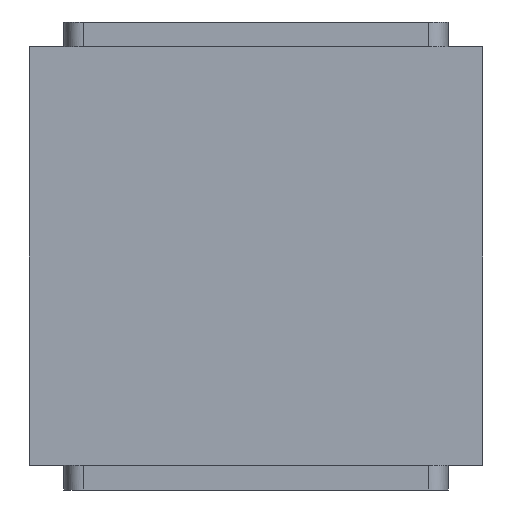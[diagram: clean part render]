
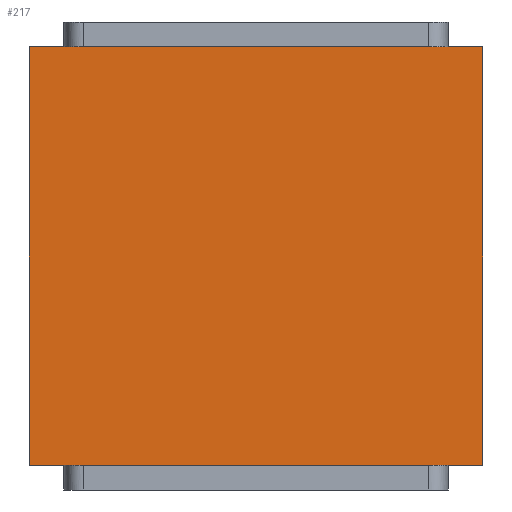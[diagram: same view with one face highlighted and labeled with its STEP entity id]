
A CAD part, front view. The second image highlights one B-rep face of the part: STEP entity #217.
In plain terms, the highlighted planar face has unit normal (0, -1, 0).
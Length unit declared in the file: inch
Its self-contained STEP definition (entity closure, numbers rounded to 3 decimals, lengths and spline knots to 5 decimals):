
#177=EDGE_CURVE('',#452,#453,#454,.T.);
#217=ADVANCED_FACE('',(#514),#515,.T.);
#227=EDGE_CURVE('',#527,#436,#528,.T.);
#243=EDGE_CURVE('',#421,#527,#548,.T.);
#253=EDGE_CURVE('',#452,#421,#562,.T.);
#281=EDGE_CURVE('',#436,#432,#600,.T.);
#289=EDGE_CURVE('',#453,#610,#611,.T.);
#293=EDGE_CURVE('',#417,#432,#615,.T.);
#337=EDGE_CURVE('',#417,#610,#666,.T.);
#417=VERTEX_POINT('',#756);
#421=VERTEX_POINT('',#762);
#432=VERTEX_POINT('',#779);
#436=VERTEX_POINT('',#785);
#452=VERTEX_POINT('',#807);
#453=VERTEX_POINT('',#808);
#454=LINE('',#809,#810);
#514=FACE_OUTER_BOUND('',#895,.T.);
#515=PLANE('',#896);
#527=VERTEX_POINT('',#913);
#528=LINE('',#914,#915);
#548=LINE('',#950,#951);
#562=LINE('',#968,#969);
#600=LINE('',#1036,#1037);
#610=VERTEX_POINT('',#1050);
#611=LINE('',#1051,#1052);
#615=LINE('',#1059,#1060);
#666=LINE('',#1151,#1152);
#756=CARTESIAN_POINT('',(0.03126,0.29972,1.268));
#762=CARTESIAN_POINT('',(1.13369,0.29972,0.0));
#779=CARTESIAN_POINT('',(-0.10499,0.29972,1.268));
#785=CARTESIAN_POINT('',(-0.10499,0.29972,0.0));
#807=CARTESIAN_POINT('',(1.26993,0.29972,0.0));
#808=CARTESIAN_POINT('',(1.26993,0.29972,1.268));
#809=CARTESIAN_POINT('',(1.26993,0.29972,0.0));
#810=VECTOR('',#1259,1.0);
#895=EDGE_LOOP('',(#1363,#1364,#1365,#1366,#1367,#1368,#1369,#1370));
#896=AXIS2_PLACEMENT_3D('',#1371,#1372,#1373);
#913=CARTESIAN_POINT('',(0.03129,0.29972,0.0));
#914=CARTESIAN_POINT('',(1.26993,0.29972,0.0));
#915=VECTOR('',#1384,1.0);
#950=CARTESIAN_POINT('',(0.58247,0.29972,0.0));
#951=VECTOR('',#1392,1.0);
#968=CARTESIAN_POINT('',(1.26993,0.29972,0.0));
#969=VECTOR('',#1421,1.0);
#1036=CARTESIAN_POINT('',(-0.10499,0.29972,0.0));
#1037=VECTOR('',#1470,1.0);
#1050=CARTESIAN_POINT('',(1.13367,0.29972,1.268));
#1051=CARTESIAN_POINT('',(1.26993,0.29972,1.268));
#1052=VECTOR('',#1488,1.0);
#1059=CARTESIAN_POINT('',(1.26993,0.29972,1.268));
#1060=VECTOR('',#1490,1.0);
#1151=CARTESIAN_POINT('',(0.58245,0.29972,1.268));
#1152=VECTOR('',#1543,1.0);
#1259=DIRECTION('',(0.0,0.0,1.0));
#1363=ORIENTED_EDGE('',*,*,#289,.T.);
#1364=ORIENTED_EDGE('',*,*,#337,.F.);
#1365=ORIENTED_EDGE('',*,*,#293,.T.);
#1366=ORIENTED_EDGE('',*,*,#281,.F.);
#1367=ORIENTED_EDGE('',*,*,#227,.F.);
#1368=ORIENTED_EDGE('',*,*,#243,.F.);
#1369=ORIENTED_EDGE('',*,*,#253,.F.);
#1370=ORIENTED_EDGE('',*,*,#177,.T.);
#1371=CARTESIAN_POINT('',(0.58247,0.29972,0.0));
#1372=DIRECTION('',(0.0,-1.0,0.0));
#1373=DIRECTION('',(1.0,0.0,0.0));
#1384=DIRECTION('',(-1.0,0.0,0.0));
#1392=DIRECTION('',(-1.0,0.0,0.0));
#1421=DIRECTION('',(-1.0,0.0,0.0));
#1470=DIRECTION('',(0.0,0.0,1.0));
#1488=DIRECTION('',(-1.0,0.0,0.0));
#1490=DIRECTION('',(-1.0,0.0,0.0));
#1543=DIRECTION('',(1.0,0.0,0.0));
